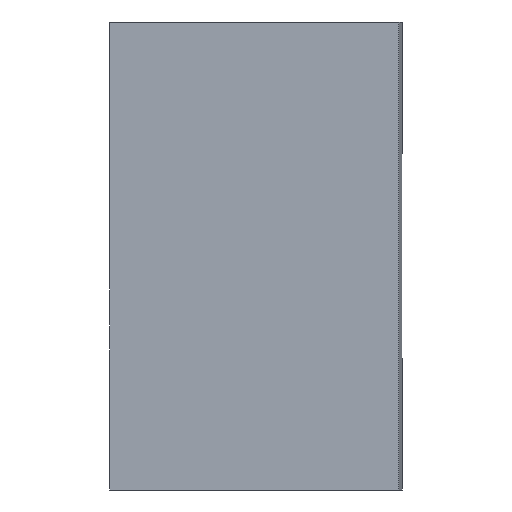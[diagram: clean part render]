
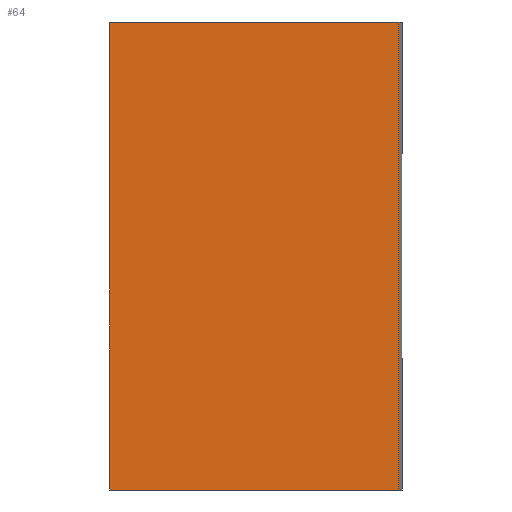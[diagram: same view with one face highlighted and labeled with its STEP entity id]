
A CAD part, left-side view. The second image highlights one B-rep face of the part: STEP entity #64.
In plain terms, the highlighted planar face has unit normal (-1, 0, 0).
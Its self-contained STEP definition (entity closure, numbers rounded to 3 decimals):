
#64 = ADVANCED_FACE( '', ( #123 ), #124, .F. );
#123 = FACE_OUTER_BOUND( '', #173, .T. );
#124 = PLANE( '', #174 );
#173 = EDGE_LOOP( '', ( #303, #304, #305, #306 ) );
#174 = AXIS2_PLACEMENT_3D( '', #307, #308, #309 );
#303 = ORIENTED_EDGE( '', *, *, #324, .T. );
#304 = ORIENTED_EDGE( '', *, *, #359, .F. );
#305 = ORIENTED_EDGE( '', *, *, #355, .F. );
#306 = ORIENTED_EDGE( '', *, *, #344, .T. );
#307 = CARTESIAN_POINT( '', ( 0., 0., 16. ) );
#308 = DIRECTION( '', ( 1., 0., 0. ) );
#309 = DIRECTION( '', ( 0., 0., -1. ) );
#324 = EDGE_CURVE( '', #387, #388, #389, .T. );
#344 = EDGE_CURVE( '', #418, #387, #419, .T. );
#355 = EDGE_CURVE( '', #418, #433, #434, .T. );
#359 = EDGE_CURVE( '', #433, #388, #438, .T. );
#387 = VERTEX_POINT( '', #515 );
#388 = VERTEX_POINT( '', #516 );
#389 = LINE( '', #517, #518 );
#418 = VERTEX_POINT( '', #559 );
#419 = LINE( '', #560, #561 );
#433 = VERTEX_POINT( '', #582 );
#434 = LINE( '', #583, #584 );
#438 = LINE( '', #589, #590 );
#515 = CARTESIAN_POINT( '', ( 0., 0., -16. ) );
#516 = CARTESIAN_POINT( '', ( 0., -19.774, -16. ) );
#517 = CARTESIAN_POINT( '', ( 0., 0., -16. ) );
#518 = VECTOR( '', #614, 1000. );
#559 = CARTESIAN_POINT( '', ( 0., 0., 16. ) );
#560 = CARTESIAN_POINT( '', ( 0., 0., 16. ) );
#561 = VECTOR( '', #636, 1000. );
#582 = CARTESIAN_POINT( '', ( 0., -19.774, 16. ) );
#583 = CARTESIAN_POINT( '', ( 0., 0., 16. ) );
#584 = VECTOR( '', #644, 1000. );
#589 = CARTESIAN_POINT( '', ( 0., -19.774, 16. ) );
#590 = VECTOR( '', #649, 1000. );
#614 = DIRECTION( '', ( 0., -1., 0. ) );
#636 = DIRECTION( '', ( 0., 0., -1. ) );
#644 = DIRECTION( '', ( 0., -1., 0. ) );
#649 = DIRECTION( '', ( 0., 0., -1. ) );
